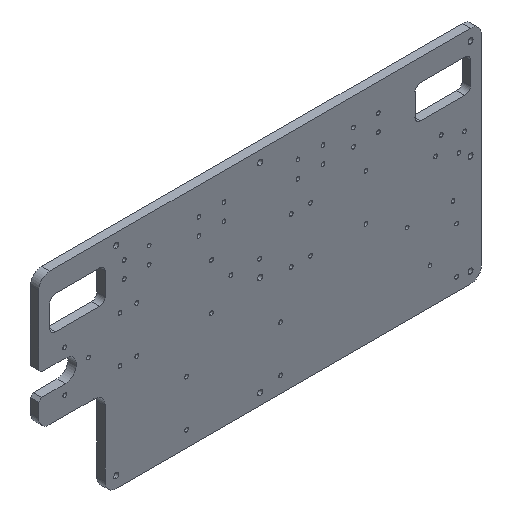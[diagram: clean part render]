
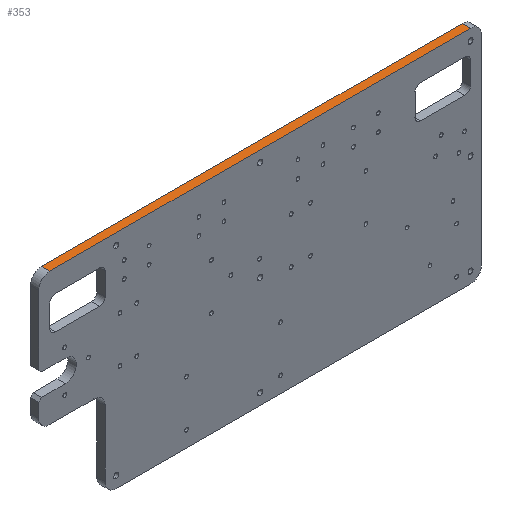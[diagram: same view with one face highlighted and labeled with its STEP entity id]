
A CAD part, isometric view. The second image highlights one B-rep face of the part: STEP entity #353.
In plain terms, the highlighted planar face has unit normal (0, 0, 1).
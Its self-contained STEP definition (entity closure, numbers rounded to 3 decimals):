
#59 = VECTOR ( 'NONE', #3862, 1000. ) ;
#137 = LINE ( 'NONE', #169, #5494 ) ;
#169 = CARTESIAN_POINT ( 'NONE',  ( -380., 15., 200. ) ) ;
#218 = VECTOR ( 'NONE', #2315, 1000. ) ;
#330 = DIRECTION ( 'NONE',  ( 1., 0., 0. ) ) ;
#344 = FACE_OUTER_BOUND ( 'NONE', #4043, .T. ) ;
#353 = ADVANCED_FACE ( 'NONE', ( #344 ), #689, .F. ) ;
#387 = CARTESIAN_POINT ( 'NONE',  ( 380., 15., 200. ) ) ;
#689 = PLANE ( 'NONE',  #1630 ) ;
#726 = ORIENTED_EDGE ( 'NONE', *, *, #1563, .T. ) ;
#798 = CARTESIAN_POINT ( 'NONE',  ( -400., 15., 200. ) ) ;
#892 = VERTEX_POINT ( 'NONE', #4822 ) ;
#1119 = DIRECTION ( 'NONE',  ( 0., -1., 0. ) ) ;
#1130 = VECTOR ( 'NONE', #330, 1000. ) ;
#1170 = ORIENTED_EDGE ( 'NONE', *, *, #5264, .T. ) ;
#1563 = EDGE_CURVE ( 'NONE', #1565, #4622, #5898, .T. ) ;
#1565 = VERTEX_POINT ( 'NONE', #2729 ) ;
#1630 = AXIS2_PLACEMENT_3D ( 'NONE', #798, #4414, #4343 ) ;
#2315 = DIRECTION ( 'NONE',  ( 0., 1., 0. ) ) ;
#2516 = VERTEX_POINT ( 'NONE', #4910 ) ;
#2729 = CARTESIAN_POINT ( 'NONE',  ( 380., 0., 200. ) ) ;
#3041 = CARTESIAN_POINT ( 'NONE',  ( -400., 15., 200. ) ) ;
#3205 = CARTESIAN_POINT ( 'NONE',  ( 380., 15., 200. ) ) ;
#3374 = ORIENTED_EDGE ( 'NONE', *, *, #5770, .T. ) ;
#3413 = LINE ( 'NONE', #4701, #59 ) ;
#3862 = DIRECTION ( 'NONE',  ( 1., 0., 0. ) ) ;
#3904 = LINE ( 'NONE', #3041, #1130 ) ;
#4043 = EDGE_LOOP ( 'NONE', ( #1170, #726, #4805, #3374 ) ) ;
#4343 = DIRECTION ( 'NONE',  ( -1., 0., 0. ) ) ;
#4414 = DIRECTION ( 'NONE',  ( 0., 0., -1. ) ) ;
#4622 = VERTEX_POINT ( 'NONE', #387 ) ;
#4701 = CARTESIAN_POINT ( 'NONE',  ( -400., 0., 200. ) ) ;
#4805 = ORIENTED_EDGE ( 'NONE', *, *, #5859, .F. ) ;
#4822 = CARTESIAN_POINT ( 'NONE',  ( -380., 15., 200. ) ) ;
#4910 = CARTESIAN_POINT ( 'NONE',  ( -380., 0., 200. ) ) ;
#5264 = EDGE_CURVE ( 'NONE', #2516, #1565, #3413, .T. ) ;
#5494 = VECTOR ( 'NONE', #1119, 1000. ) ;
#5770 = EDGE_CURVE ( 'NONE', #892, #2516, #137, .T. ) ;
#5859 = EDGE_CURVE ( 'NONE', #892, #4622, #3904, .T. ) ;
#5898 = LINE ( 'NONE', #3205, #218 ) ;
